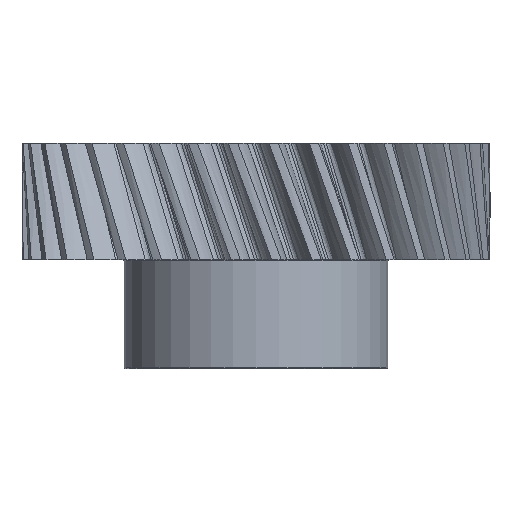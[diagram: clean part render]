
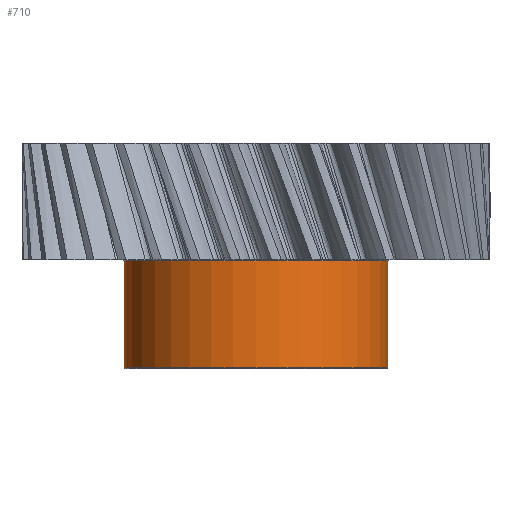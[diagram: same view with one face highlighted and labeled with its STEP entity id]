
A CAD part, front view. The second image highlights one B-rep face of the part: STEP entity #710.
In plain terms, the highlighted cylindrical face has radius 34 mm (diameter 68 mm), a partial arc.
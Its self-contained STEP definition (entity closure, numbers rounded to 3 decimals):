
#710=ADVANCED_FACE('NONE',(#1422),#1423,.T.);
#1422=FACE_OUTER_BOUND('',#15092,.T.);
#1423=CYLINDRICAL_SURFACE('',#15093,34.0);
#15092=EDGE_LOOP('',(#16816,#16817,#16818,#16819));
#15093=AXIS2_PLACEMENT_3D('',#16820,#16821,#16822);
#16816=ORIENTED_EDGE('',*,*,#16901,.F.);
#16817=ORIENTED_EDGE('',*,*,#17776,.T.);
#16818=ORIENTED_EDGE('',*,*,#16903,.T.);
#16819=ORIENTED_EDGE('',*,*,#16880,.T.);
#16820=CARTESIAN_POINT('',(0.0,0.0,-28.0));
#16821=DIRECTION('',(0.0,0.0,-1.0));
#16822=DIRECTION('',(1.0,0.0,0.0));
#16880=EDGE_CURVE('NONE',#17803,#17801,#17804,.T.);
#16901=EDGE_CURVE('NONE',#17828,#17801,#17837,.T.);
#16903=EDGE_CURVE('NONE',#17830,#17803,#17839,.T.);
#17776=EDGE_CURVE('NONE',#17828,#17830,#19144,.T.);
#17801=VERTEX_POINT('NONE',#19196);
#17803=VERTEX_POINT('NONE',#19198);
#17804=CIRCLE('',#19199,34.0);
#17828=VERTEX_POINT('NONE',#19227);
#17830=VERTEX_POINT('NONE',#19230);
#17837=LINE('',#19240,#19241);
#17839=LINE('',#19243,#19244);
#19144=CIRCLE('',#24528,34.0);
#19196=CARTESIAN_POINT('',(-34.0,0.,-0.2));
#19198=CARTESIAN_POINT('',(34.0,0.0,-0.2));
#19199=AXIS2_PLACEMENT_3D('',#24550,#24551,#24552);
#19227=CARTESIAN_POINT('',(-34.0,0.,-27.8));
#19230=CARTESIAN_POINT('',(34.0,0.0,-27.8));
#19240=CARTESIAN_POINT('',(-34.0,0.,-28.0));
#19241=VECTOR('',#24582,1000.0);
#19243=CARTESIAN_POINT('',(34.0,0.0,-28.0));
#19244=VECTOR('',#24586,1000.0);
#24528=AXIS2_PLACEMENT_3D('',#25131,#25132,#25133);
#24550=CARTESIAN_POINT('',(0.0,0.0,-0.2));
#24551=DIRECTION('',(0.0,0.0,-1.0));
#24552=DIRECTION('',(1.0,0.0,0.0));
#24582=DIRECTION('',(0.0,0.0,1.0));
#24586=DIRECTION('',(0.0,0.0,1.0));
#25131=CARTESIAN_POINT('',(0.0,0.0,-27.8));
#25132=DIRECTION('',(0.0,-0.0,1.0));
#25133=DIRECTION('',(1.0,0.0,0.0));
